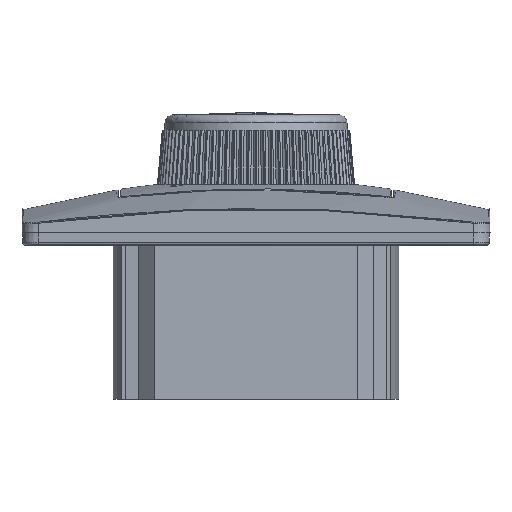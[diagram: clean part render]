
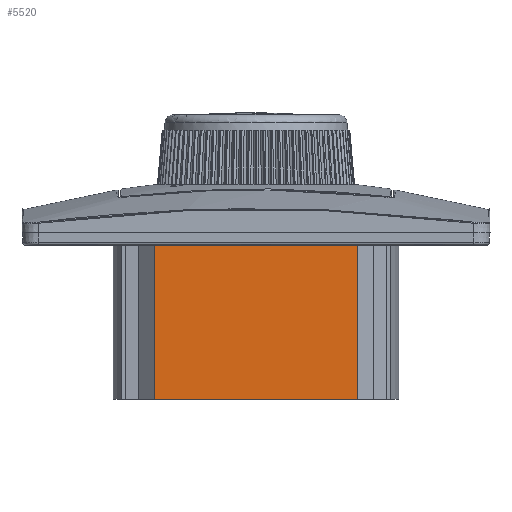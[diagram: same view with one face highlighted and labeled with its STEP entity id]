
A CAD part, front view. The second image highlights one B-rep face of the part: STEP entity #5520.
In plain terms, the highlighted planar face has unit normal (0, -1, 0).
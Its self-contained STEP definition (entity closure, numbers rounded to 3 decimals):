
#210 = ORIENTED_EDGE ( 'NONE', *, *, #20368, .T. ) ;
#2662 = CARTESIAN_POINT ( 'NONE',  ( -18.665, -21.794, 0. ) ) ;
#4191 = ORIENTED_EDGE ( 'NONE', *, *, #14054, .T. ) ;
#4688 = CARTESIAN_POINT ( 'NONE',  ( -18.665, -21.794, -18.9 ) ) ;
#4939 = EDGE_LOOP ( 'NONE', ( #19241, #210, #4191, #26845 ) ) ;
#5520 = ADVANCED_FACE ( 'NONE', ( #22642 ), #29543, .T. ) ;
#6240 = AXIS2_PLACEMENT_3D ( 'NONE', #10092, #27509, #15280 ) ;
#6633 = CARTESIAN_POINT ( 'NONE',  ( -6.222, -21.794, -28.35 ) ) ;
#6796 = CARTESIAN_POINT ( 'NONE',  ( 18.665, -21.794, -28.35 ) ) ;
#8137 = B_SPLINE_CURVE_WITH_KNOTS ( 'NONE', 3,
 ( #18905, #6633, #16224, #6796 ),
 .UNSPECIFIED., .F., .F.,
 ( 4, 4 ),
 ( 0., 1. ),
 .UNSPECIFIED. ) ;
#10010 = CARTESIAN_POINT ( 'NONE',  ( -18.665, -21.794, -9.45 ) ) ;
#10092 = CARTESIAN_POINT ( 'NONE',  ( 18.665, -21.794, 0. ) ) ;
#10682 = VERTEX_POINT ( 'NONE', #2662 ) ;
#12079 = CARTESIAN_POINT ( 'NONE',  ( -18.665, -21.794, -28.35 ) ) ;
#12280 = CARTESIAN_POINT ( 'NONE',  ( 18.665, -21.794, 0. ) ) ;
#14054 = EDGE_CURVE ( 'NONE', #18185, #10682, #18823, .T. ) ;
#14451 = CARTESIAN_POINT ( 'NONE',  ( -18.665, -21.794, 0. ) ) ;
#14514 = CARTESIAN_POINT ( 'NONE',  ( 18.665, -21.794, -18.9 ) ) ;
#15280 = DIRECTION ( 'NONE',  ( -1., 0., 0. ) ) ;
#15559 = VERTEX_POINT ( 'NONE', #22368 ) ;
#16224 = CARTESIAN_POINT ( 'NONE',  ( 6.222, -21.794, -28.35 ) ) ;
#18185 = VERTEX_POINT ( 'NONE', #23052 ) ;
#18823 = B_SPLINE_CURVE_WITH_KNOTS ( 'NONE', 3,
 ( #12280, #23730, #21401, #30953 ),
 .UNSPECIFIED., .F., .F.,
 ( 4, 4 ),
 ( 0., 1. ),
 .UNSPECIFIED. ) ;
#18905 = CARTESIAN_POINT ( 'NONE',  ( -18.665, -21.794, -28.35 ) ) ;
#19241 = ORIENTED_EDGE ( 'NONE', *, *, #23070, .T. ) ;
#19658 = CARTESIAN_POINT ( 'NONE',  ( 18.665, -21.794, 0. ) ) ;
#20368 = EDGE_CURVE ( 'NONE', #15559, #18185, #29948, .T. ) ;
#21236 = B_SPLINE_CURVE_WITH_KNOTS ( 'NONE', 3,
 ( #14451, #10010, #4688, #12079 ),
 .UNSPECIFIED., .F., .F.,
 ( 4, 4 ),
 ( 0., 1. ),
 .UNSPECIFIED. ) ;
#21401 = CARTESIAN_POINT ( 'NONE',  ( -6.222, -21.794, 0. ) ) ;
#22368 = CARTESIAN_POINT ( 'NONE',  ( 18.665, -21.794, -28.35 ) ) ;
#22642 = FACE_OUTER_BOUND ( 'NONE', #4939, .T. ) ;
#23052 = CARTESIAN_POINT ( 'NONE',  ( 18.665, -21.794, 0. ) ) ;
#23070 = EDGE_CURVE ( 'NONE', #24183, #15559, #8137, .T. ) ;
#23730 = CARTESIAN_POINT ( 'NONE',  ( 6.222, -21.794, 0. ) ) ;
#24183 = VERTEX_POINT ( 'NONE', #25394 ) ;
#24375 = CARTESIAN_POINT ( 'NONE',  ( 18.665, -21.794, -9.45 ) ) ;
#25394 = CARTESIAN_POINT ( 'NONE',  ( -18.665, -21.794, -28.35 ) ) ;
#26427 = CARTESIAN_POINT ( 'NONE',  ( 18.665, -21.794, -28.35 ) ) ;
#26845 = ORIENTED_EDGE ( 'NONE', *, *, #29633, .T. ) ;
#27509 = DIRECTION ( 'NONE',  ( 0., -1., 0. ) ) ;
#29543 = PLANE ( 'NONE',  #6240 ) ;
#29633 = EDGE_CURVE ( 'NONE', #10682, #24183, #21236, .T. ) ;
#29948 = B_SPLINE_CURVE_WITH_KNOTS ( 'NONE', 3,
 ( #26427, #14514, #24375, #19658 ),
 .UNSPECIFIED., .F., .F.,
 ( 4, 4 ),
 ( 0., 1. ),
 .UNSPECIFIED. ) ;
#30953 = CARTESIAN_POINT ( 'NONE',  ( -18.665, -21.794, 0. ) ) ;
